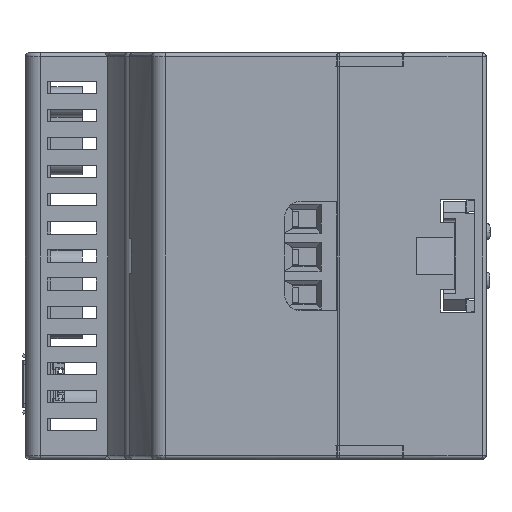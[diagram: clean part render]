
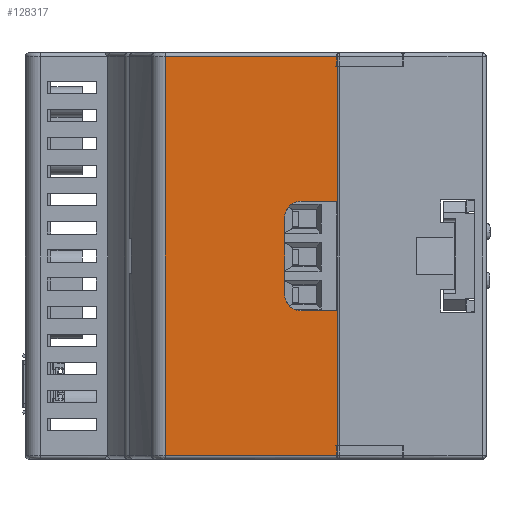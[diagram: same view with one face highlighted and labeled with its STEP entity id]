
A CAD part, left-side view. The second image highlights one B-rep face of the part: STEP entity #128317.
In plain terms, the highlighted planar face has unit normal (-1, 0.018, 0).
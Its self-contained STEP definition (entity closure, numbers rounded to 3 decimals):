
#2190 = DIRECTION ( 'NONE',  ( 0.017, 1., 0. ) ) ;
#2284 = CARTESIAN_POINT ( 'NONE',  ( -44.408, 39.156, 8.1 ) ) ;
#4595 = EDGE_CURVE ( 'NONE', #134236, #112508, #115963, .T. ) ;
#6300 = VERTEX_POINT ( 'NONE', #29778 ) ;
#7530 = CIRCLE ( 'NONE', #75147, 2.2 ) ;
#9714 = CARTESIAN_POINT ( 'NONE',  ( -44.766, 18.649, 10.3 ) ) ;
#9800 = CARTESIAN_POINT ( 'NONE',  ( -44.85, 13.85, 22.6 ) ) ;
#12464 = PLANE ( 'NONE',  #13111 ) ;
#12549 = LINE ( 'NONE', #2284, #88743 ) ;
#13111 = AXIS2_PLACEMENT_3D ( 'NONE', #123258, #74568, #2190 ) ;
#14083 = ORIENTED_EDGE ( 'NONE', *, *, #85761, .F. ) ;
#14144 = DIRECTION ( 'NONE',  ( 0.017, 1., 0. ) ) ;
#16226 = LINE ( 'NONE', #99441, #32758 ) ;
#16953 = VERTEX_POINT ( 'NONE', #9800 ) ;
#18962 = VERTEX_POINT ( 'NONE', #92913 ) ;
#24382 = CARTESIAN_POINT ( 'NONE',  ( -44.408, 39.156, 22.6 ) ) ;
#26260 = VERTEX_POINT ( 'NONE', #68585 ) ;
#26279 = ORIENTED_EDGE ( 'NONE', *, *, #4595, .F. ) ;
#27050 = VECTOR ( 'NONE', #90613, 1000. ) ;
#27092 = DIRECTION ( 'NONE',  ( 0., 0., -1. ) ) ;
#27452 = CARTESIAN_POINT ( 'NONE',  ( -44.85, 13.85, 8.1 ) ) ;
#28168 = ORIENTED_EDGE ( 'NONE', *, *, #75856, .F. ) ;
#29778 = CARTESIAN_POINT ( 'NONE',  ( -44.766, 18.649, 22.6 ) ) ;
#30445 = CARTESIAN_POINT ( 'NONE',  ( -44.453, 36.571, -10.95 ) ) ;
#31127 = LINE ( 'NONE', #72160, #27050 ) ;
#32758 = VECTOR ( 'NONE', #27092, 1000. ) ;
#33056 = DIRECTION ( 'NONE',  ( 0., 0., 1. ) ) ;
#33882 = EDGE_CURVE ( 'NONE', #16953, #6300, #110092, .T. ) ;
#34971 = CARTESIAN_POINT ( 'NONE',  ( -44.408, 39.156, 41.65 ) ) ;
#38279 = CARTESIAN_POINT ( 'NONE',  ( -44.728, 20.849, 20.4 ) ) ;
#40699 = VERTEX_POINT ( 'NONE', #30445 ) ;
#42515 = ORIENTED_EDGE ( 'NONE', *, *, #50403, .F. ) ;
#44000 = VECTOR ( 'NONE', #45864, 1000. ) ;
#45864 = DIRECTION ( 'NONE',  ( 0.017, 1., 0. ) ) ;
#50403 = EDGE_CURVE ( 'NONE', #55987, #40699, #86838, .T. ) ;
#51347 = DIRECTION ( 'NONE',  ( -1., 0.017, 0. ) ) ;
#52347 = EDGE_LOOP ( 'NONE', ( #120770, #64737, #111228, #78716, #42515, #28168, #79368, #26279, #14083, #84076 ) ) ;
#55987 = VERTEX_POINT ( 'NONE', #107669 ) ;
#60922 = DIRECTION ( 'NONE',  ( 0.017, 1., 0. ) ) ;
#64737 = ORIENTED_EDGE ( 'NONE', *, *, #89044, .F. ) ;
#66334 = LINE ( 'NONE', #117538, #70029 ) ;
#68585 = CARTESIAN_POINT ( 'NONE',  ( -44.453, 36.571, 41.65 ) ) ;
#70029 = VECTOR ( 'NONE', #126432, 1000. ) ;
#70948 = CARTESIAN_POINT ( 'NONE',  ( -44.728, 20.849, 10.3 ) ) ;
#71774 = EDGE_CURVE ( 'NONE', #112508, #99245, #12549, .T. ) ;
#72160 = CARTESIAN_POINT ( 'NONE',  ( -44.85, 13.85, -16.81 ) ) ;
#74568 = DIRECTION ( 'NONE',  ( 1., -0.017, 0. ) ) ;
#75147 = AXIS2_PLACEMENT_3D ( 'NONE', #133445, #122428, #101910 ) ;
#75856 = EDGE_CURVE ( 'NONE', #99245, #55987, #66334, .T. ) ;
#75983 = EDGE_CURVE ( 'NONE', #26260, #18962, #96346, .T. ) ;
#78716 = ORIENTED_EDGE ( 'NONE', *, *, #84174, .F. ) ;
#79368 = ORIENTED_EDGE ( 'NONE', *, *, #71774, .F. ) ;
#82503 = EDGE_CURVE ( 'NONE', #6300, #126277, #7530, .T. ) ;
#83270 = AXIS2_PLACEMENT_3D ( 'NONE', #9714, #51347, #60922 ) ;
#84076 = ORIENTED_EDGE ( 'NONE', *, *, #82503, .F. ) ;
#84174 = EDGE_CURVE ( 'NONE', #40699, #26260, #95202, .T. ) ;
#85318 = VECTOR ( 'NONE', #127094, 1000. ) ;
#85761 = EDGE_CURVE ( 'NONE', #126277, #134236, #16226, .T. ) ;
#86838 = LINE ( 'NONE', #97723, #44000 ) ;
#87679 = CARTESIAN_POINT ( 'NONE',  ( -44.453, 36.571, -16.81 ) ) ;
#88743 = VECTOR ( 'NONE', #89625, 1000. ) ;
#89044 = EDGE_CURVE ( 'NONE', #18962, #16953, #31127, .T. ) ;
#89625 = DIRECTION ( 'NONE',  ( -0.017, -1., 0. ) ) ;
#90613 = DIRECTION ( 'NONE',  ( 0., 0., -1. ) ) ;
#92913 = CARTESIAN_POINT ( 'NONE',  ( -44.85, 13.85, 41.65 ) ) ;
#95202 = LINE ( 'NONE', #87679, #97232 ) ;
#96346 = LINE ( 'NONE', #34971, #85318 ) ;
#97232 = VECTOR ( 'NONE', #33056, 1000. ) ;
#97723 = CARTESIAN_POINT ( 'NONE',  ( -44.408, 39.156, -10.95 ) ) ;
#99245 = VERTEX_POINT ( 'NONE', #27452 ) ;
#99441 = CARTESIAN_POINT ( 'NONE',  ( -44.728, 20.849, -16.81 ) ) ;
#101485 = VECTOR ( 'NONE', #14144, 1000. ) ;
#101910 = DIRECTION ( 'NONE',  ( 0.017, 1., 0. ) ) ;
#107669 = CARTESIAN_POINT ( 'NONE',  ( -44.85, 13.85, -10.95 ) ) ;
#110092 = LINE ( 'NONE', #24382, #101485 ) ;
#111228 = ORIENTED_EDGE ( 'NONE', *, *, #75983, .F. ) ;
#112508 = VERTEX_POINT ( 'NONE', #114644 ) ;
#114644 = CARTESIAN_POINT ( 'NONE',  ( -44.766, 18.649, 8.1 ) ) ;
#115503 = FACE_OUTER_BOUND ( 'NONE', #52347, .T. ) ;
#115963 = CIRCLE ( 'NONE', #83270, 2.2 ) ;
#117538 = CARTESIAN_POINT ( 'NONE',  ( -44.85, 13.85, -16.81 ) ) ;
#120770 = ORIENTED_EDGE ( 'NONE', *, *, #33882, .F. ) ;
#122428 = DIRECTION ( 'NONE',  ( -1., 0.017, 0. ) ) ;
#123258 = CARTESIAN_POINT ( 'NONE',  ( -44.408, 39.156, -16.81 ) ) ;
#126277 = VERTEX_POINT ( 'NONE', #38279 ) ;
#126432 = DIRECTION ( 'NONE',  ( 0., 0., -1. ) ) ;
#127094 = DIRECTION ( 'NONE',  ( -0.017, -1., 0. ) ) ;
#128317 = ADVANCED_FACE ( 'NONE', ( #115503 ), #12464, .F. ) ;
#133445 = CARTESIAN_POINT ( 'NONE',  ( -44.766, 18.649, 20.4 ) ) ;
#134236 = VERTEX_POINT ( 'NONE', #70948 ) ;
